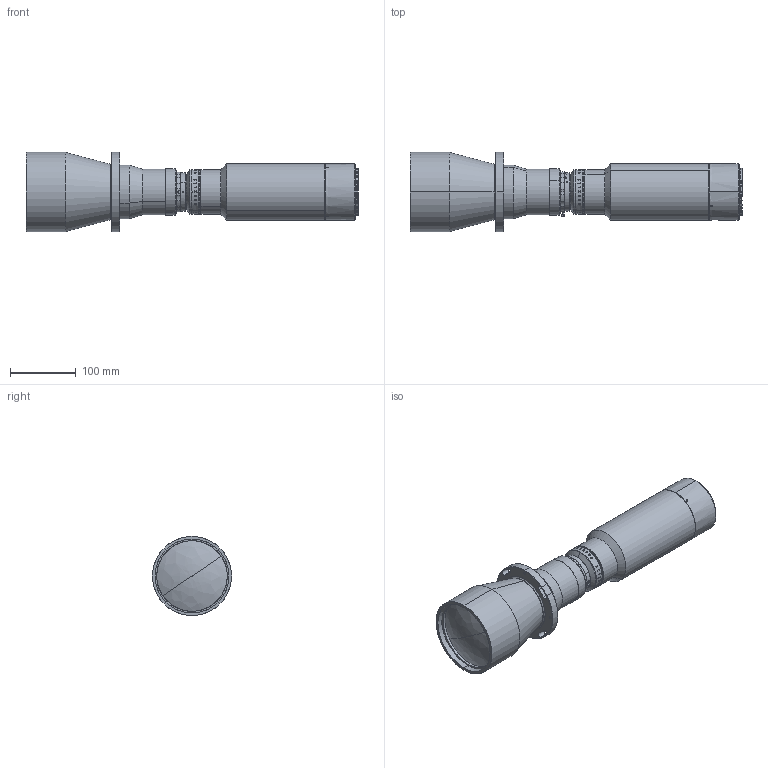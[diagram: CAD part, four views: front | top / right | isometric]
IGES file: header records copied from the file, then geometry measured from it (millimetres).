
Start section: SolidWorks IGES file using analytic representation for surfaces
Global section: file name: XF-PTL09262-M72-11.48-VI.IGS,15; native system: HSolidWorks 2014; preprocessor: SolidWorks 2014; author: canrill005; date: 190613.145605; units: millimetre
Bounding box: 503.81 x 120 x 120 mm (x, y, z)
Surface area: 199489.2 mm2 (no closed solid volume)
Topology: 0 solids, 0 shells, 267 faces, 8995 edges, 8994 vertices
Faces by surface type: revolution 217, bspline 50
